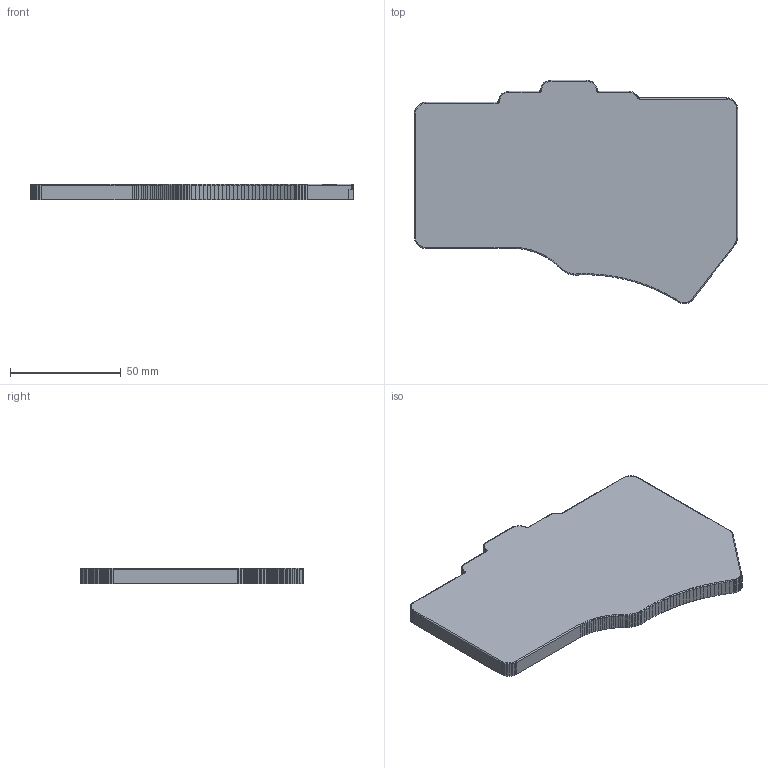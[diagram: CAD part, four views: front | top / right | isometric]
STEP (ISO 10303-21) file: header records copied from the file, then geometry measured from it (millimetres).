
FILE_DESCRIPTION (( 'STEP AP214' ), '1' );
FILE_NAME ('right.STEP', '2023-10-31T07:08:28', ( '' ), ( '' ), 'SwSTEP 2.0', 'SolidWorks 2016', '' );
FILE_SCHEMA (( 'AUTOMOTIVE_DESIGN' ));
Length unit declared in the file: millimetre
Products named in the file (1): right
Bounding box: 146.01 x 101.01 x 7 mm (x, y, z)
Volume: 31702.1 mm3; surface area: 27457.5 mm2
Topology: 1 solids, 1 shells, 487 faces, 1294 edges, 809 vertices
Faces by surface type: plane 318, cylinder 165, torus 4
Entity records: 14642 total; most frequent: CARTESIAN_POINT 3050, ORIENTED_EDGE 2588, DIRECTION 2145, EDGE_CURVE 1294, LINE 1113, VECTOR 1113, VERTEX_POINT 809, AXIS2_PLACEMENT_3D 516
